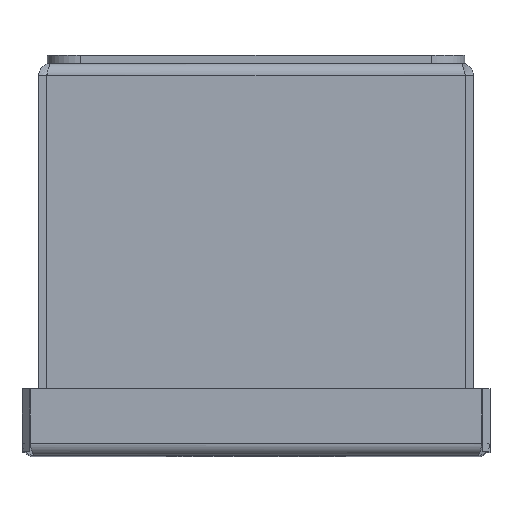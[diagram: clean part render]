
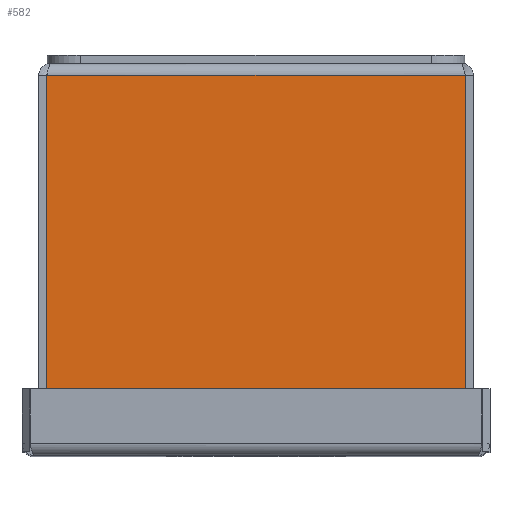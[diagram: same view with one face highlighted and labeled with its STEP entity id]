
A CAD part, top view. The second image highlights one B-rep face of the part: STEP entity #582.
In plain terms, the highlighted planar face has unit normal (0, 0, 1).
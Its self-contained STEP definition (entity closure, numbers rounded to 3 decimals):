
#582 = ADVANCED_FACE( '', ( #1369 ), #1370, .F. );
#1369 = FACE_OUTER_BOUND( '', #2538, .T. );
#1370 = PLANE( '', #2539 );
#2538 = EDGE_LOOP( '', ( #4050, #4051, #4052, #4053 ) );
#2539 = AXIS2_PLACEMENT_3D( '', #4054, #4055, #4056 );
#4050 = ORIENTED_EDGE( '', *, *, #7202, .T. );
#4051 = ORIENTED_EDGE( '', *, *, #7203, .T. );
#4052 = ORIENTED_EDGE( '', *, *, #7204, .F. );
#4053 = ORIENTED_EDGE( '', *, *, #7205, .T. );
#4054 = CARTESIAN_POINT( '', ( 276.073, 0., 73.025 ) );
#4055 = DIRECTION( '', ( 0., 0., -1. ) );
#4056 = DIRECTION( '', ( 0., 1., 0. ) );
#7202 = EDGE_CURVE( '', #8344, #8345, #8346, .T. );
#7203 = EDGE_CURVE( '', #8345, #8347, #8348, .T. );
#7204 = EDGE_CURVE( '', #8349, #8347, #8350, .T. );
#7205 = EDGE_CURVE( '', #8349, #8344, #8351, .T. );
#8344 = VERTEX_POINT( '', #10003 );
#8345 = VERTEX_POINT( '', #10004 );
#8346 = LINE( '', #10005, #10006 );
#8347 = VERTEX_POINT( '', #10007 );
#8348 = LINE( '', #10008, #10009 );
#8349 = VERTEX_POINT( '', #10010 );
#8350 = LINE( '', #10011, #10012 );
#8351 = LINE( '', #10013, #10014 );
#10003 = CARTESIAN_POINT( '', ( -39.748, -2.337, 73.025 ) );
#10004 = CARTESIAN_POINT( '', ( -39.748, -67.513, 73.025 ) );
#10005 = CARTESIAN_POINT( '', ( -39.748, -2.337, 73.025 ) );
#10006 = VECTOR( '', #13263, 1000. );
#10007 = CARTESIAN_POINT( '', ( 39.748, -67.513, 73.025 ) );
#10008 = CARTESIAN_POINT( '', ( -39.748, -67.513, 73.025 ) );
#10009 = VECTOR( '', #13264, 1000. );
#10010 = CARTESIAN_POINT( '', ( 39.748, -2.337, 73.025 ) );
#10011 = CARTESIAN_POINT( '', ( 39.748, -2.337, 73.025 ) );
#10012 = VECTOR( '', #13265, 1000. );
#10013 = CARTESIAN_POINT( '', ( 276.073, -2.337, 73.025 ) );
#10014 = VECTOR( '', #13266, 1000. );
#13263 = DIRECTION( '', ( 0., -1., 0. ) );
#13264 = DIRECTION( '', ( 1., 0., 0. ) );
#13265 = DIRECTION( '', ( 0., -1., 0. ) );
#13266 = DIRECTION( '', ( -1., 0., 0. ) );
